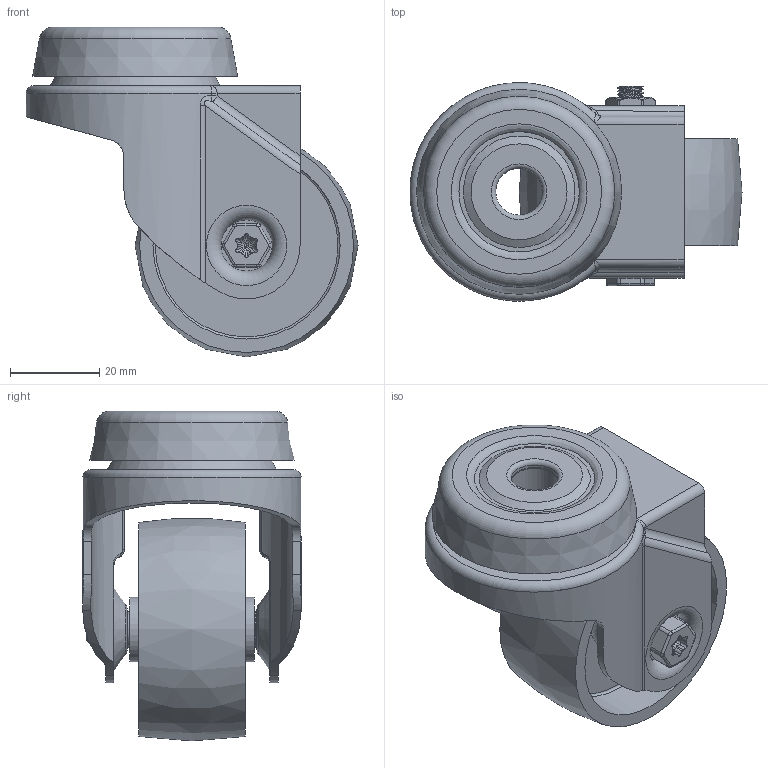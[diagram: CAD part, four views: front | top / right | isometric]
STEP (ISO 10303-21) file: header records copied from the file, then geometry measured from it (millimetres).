
FILE_DESCRIPTION(/* description */ ('','CAx-IF Rec.Pracs.---Representation and Presentation of Product Manufacturing Information (PMI)---4.0---2014-10-13'),/* implementation_level */ '2;1');
FILE_NAME(/* name */ 'SSRA50NYBH10.step',/* time_stamp */ '2025-02-28T16:41:11Z',/* author */ (''),/* organization */ (''),/* preprocessor_version */ 'ST-DEVELOPER v20',/* originating_system */ 'Autodesk Translation Framework v13.20.0.188',/* authorisation */ '');
FILE_SCHEMA (('AP242_MANAGED_MODEL_BASED_3D_ENGINEERING_MIM_LF { 1 0 10303 442 1 1 4 }'));
Length unit declared in the file: millimetre
Products named in the file (12): SSRA50NYBH10; SSRA50ASBH10 v1; STAINLESS STEEL FORKS; STAINLESS STEEL HEAD; BZL50WNY28 v1; NYLON WHEEL; TUBEM8X30SS v1; STAINLESS STEEL TUBE; BOLTSSRA6MM v1; STAINLESS STEEL AXLE BOLT; NM6GR8HALFA2 v1; STAINLESS STEEL LOCKING NUT
Assembly tree (11 placements, depth 3):
  SSRA50NYBH10
    SSRA50ASBH10 v1
      STAINLESS STEEL FORKS
      STAINLESS STEEL HEAD
    BZL50WNY28 v1
      NYLON WHEEL
    TUBEM8X30SS v1
      STAINLESS STEEL TUBE
    BOLTSSRA6MM v1
      STAINLESS STEEL AXLE BOLT
    NM6GR8HALFA2 v1
      STAINLESS STEEL LOCKING NUT
Bounding box: 74.49 x 48.99 x 74 mm (x, y, z)
Volume: 39816.3 mm3; surface area: 36863.4 mm2
Topology: 6 solids, 6 shells, 277 faces, 668 edges, 416 vertices
Faces by surface type: cylinder 104, plane 58, bspline 55, torus 32, cone 26, sphere 2
Full cylindrical faces by diameter (mm): 5 x9, 6 x2, 6.2 x1, 6.5 x1, 7.9 x1, 8 x1, 8.2 x2, 10.5 x1, 10.561 x1, 14.5 x2, 14.761 x1, 18 x1, 39 x1, 42 x2
Entity records: 22372 total; most frequent: CARTESIAN_POINT 15801, DIRECTION 1329, ORIENTED_EDGE 1320, EDGE_CURVE 660, AXIS2_PLACEMENT_3D 578, VERTEX_POINT 416, EDGE_LOOP 312, CIRCLE 306
